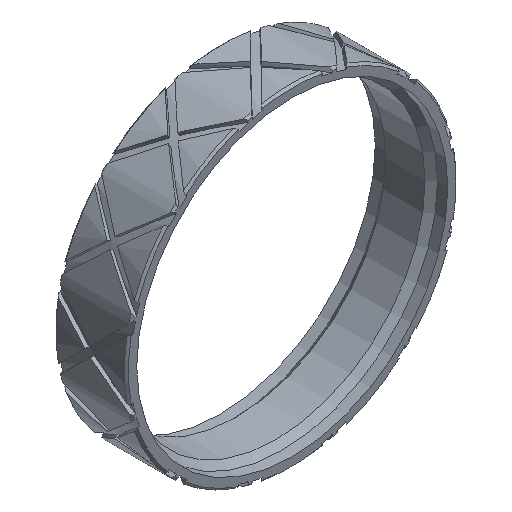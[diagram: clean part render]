
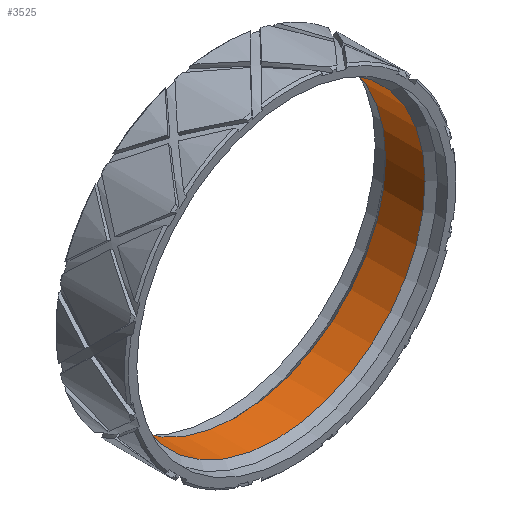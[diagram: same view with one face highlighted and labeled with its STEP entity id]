
A CAD part, isometric view. The second image highlights one B-rep face of the part: STEP entity #3525.
In plain terms, the highlighted cylindrical face has radius 72 mm (diameter 144 mm), a full revolution.
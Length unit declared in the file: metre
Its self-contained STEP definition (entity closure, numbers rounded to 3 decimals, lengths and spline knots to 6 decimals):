
#158=CYLINDRICAL_SURFACE('',#3793,0.072);
#1594=ORIENTED_EDGE('',*,*,#2314,.T.);
#1595=ORIENTED_EDGE('',*,*,#2313,.F.);
#2313=EDGE_CURVE('',#2716,#2716,#2872,.T.);
#2314=EDGE_CURVE('',#2717,#2717,#2873,.T.);
#2716=VERTEX_POINT('',#7288);
#2717=VERTEX_POINT('',#7291);
#2872=CIRCLE('',#3792,0.072);
#2873=CIRCLE('',#3794,0.072);
#3066=EDGE_LOOP('',(#1594));
#3067=EDGE_LOOP('',(#1595));
#3272=FACE_BOUND('',#3066,.T.);
#3273=FACE_BOUND('',#3067,.T.);
#3525=ADVANCED_FACE('',(#3272,#3273),#158,.F.);
#3792=AXIS2_PLACEMENT_3D('',#7287,#4286,#4287);
#3793=AXIS2_PLACEMENT_3D('',#7289,#4288,#4289);
#3794=AXIS2_PLACEMENT_3D('',#7290,#4290,#4291);
#4286=DIRECTION('',(0.,1.,0.));
#4287=DIRECTION('',(0.,0.,1.));
#4288=DIRECTION('',(0.,1.,0.));
#4289=DIRECTION('',(0.,0.,1.));
#4290=DIRECTION('',(0.,1.,0.));
#4291=DIRECTION('',(0.,0.,1.));
#7287=CARTESIAN_POINT('',(0.,-0.072,0.));
#7288=CARTESIAN_POINT('',(0.,-0.072,0.072));
#7289=CARTESIAN_POINT('',(0.,-0.08,0.));
#7290=CARTESIAN_POINT('',(0.,-0.053,0.));
#7291=CARTESIAN_POINT('',(0.,-0.053,0.072));
